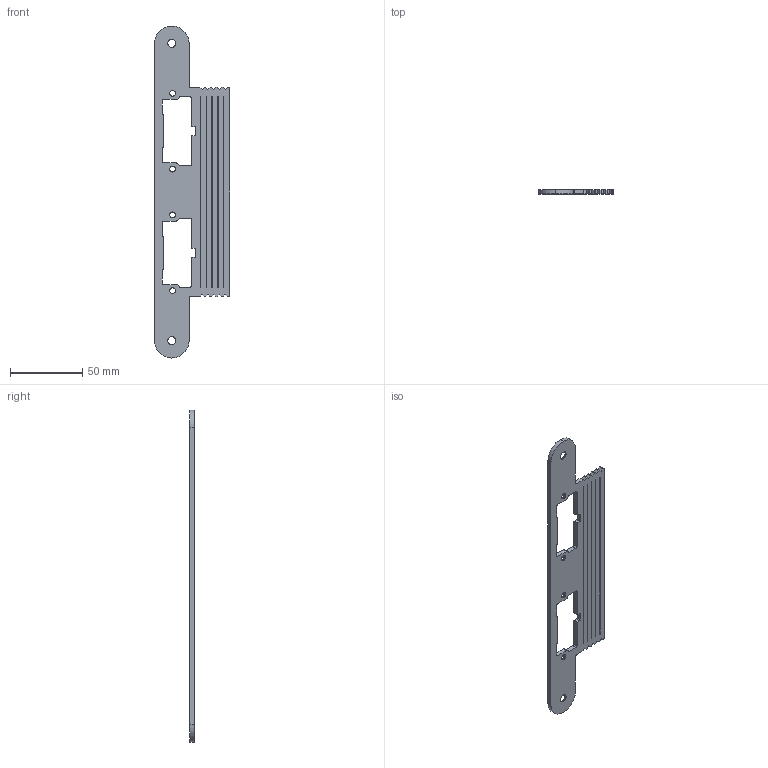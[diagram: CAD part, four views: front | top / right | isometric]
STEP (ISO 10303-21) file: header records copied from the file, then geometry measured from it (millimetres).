
FILE_DESCRIPTION (( 'STEP AP203' ), '1' );
FILE_NAME ('D001575808-001.STEP', '2025-06-30T06:32:21', ( '' ), ( '' ), 'SwSTEP 2.0', 'SolidWorks 2024', '' );
FILE_SCHEMA (( 'CONFIG_CONTROL_DESIGN' ));
Length unit declared in the file: millimetre
Products named in the file (1): D001575808-001
Bounding box: 52 x 3 x 230 mm (x, y, z)
Volume: 21688 mm3; surface area: 21300.1 mm2
Topology: 1 solids, 1 shells, 169 faces, 489 edges, 322 vertices
Faces by surface type: plane 90, cylinder 67, cone 12
Entity records: 5702 total; most frequent: CARTESIAN_POINT 981, ORIENTED_EDGE 978, DIRECTION 975, EDGE_CURVE 489, VECTOR 343, LINE 343, VERTEX_POINT 322, AXIS2_PLACEMENT_3D 316
